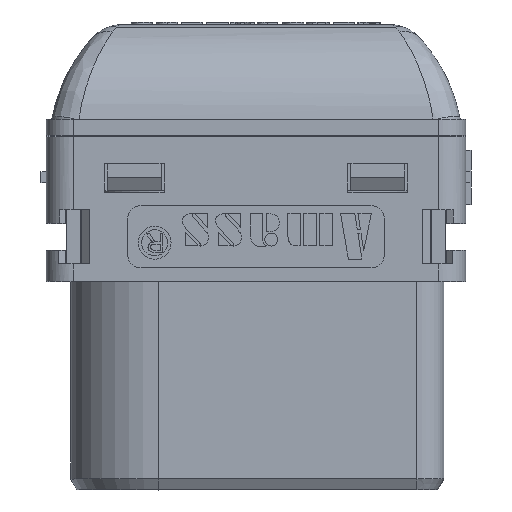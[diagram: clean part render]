
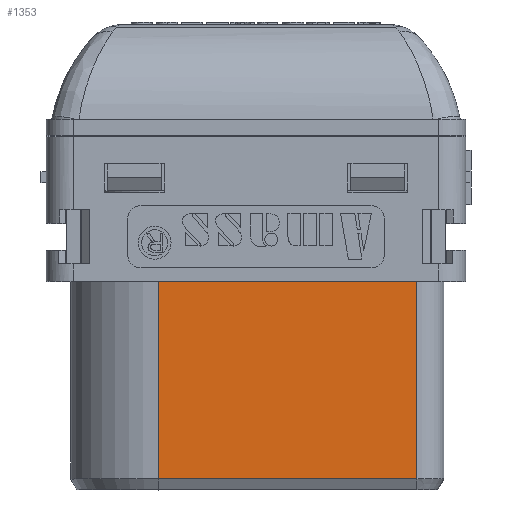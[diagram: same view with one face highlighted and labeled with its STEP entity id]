
A CAD part, top view. The second image highlights one B-rep face of the part: STEP entity #1353.
In plain terms, the highlighted face is planar.
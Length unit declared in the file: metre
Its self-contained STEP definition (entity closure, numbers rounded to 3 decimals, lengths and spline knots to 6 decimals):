
#1353 = ADVANCED_FACE( 'NONE', ( #2896 ), #2897, .T. );
#2896 = FACE_OUTER_BOUND( '', #5498, .T. );
#2897 = PLANE( '', #5499 );
#5498 = EDGE_LOOP( '', ( #10158, #10159, #10160, #10161 ) );
#5499 = AXIS2_PLACEMENT_3D( '', #10162, #10163, #10164 );
#10158 = ORIENTED_EDGE( '', *, *, #14127, .F. );
#10159 = ORIENTED_EDGE( '', *, *, #14163, .T. );
#10160 = ORIENTED_EDGE( '', *, *, #14164, .T. );
#10161 = ORIENTED_EDGE( '', *, *, #13317, .T. );
#10162 = CARTESIAN_POINT( '', ( 0.00695, 0.00325, 0.0079 ) );
#10163 = DIRECTION( '', ( 0., 1., 0. ) );
#10164 = DIRECTION( '', ( 1., 0., 0. ) );
#13317 = EDGE_CURVE( 'NONE', #15838, #15836, #15839, .T. );
#14127 = EDGE_CURVE( 'NONE', #17032, #15836, #17034, .T. );
#14163 = EDGE_CURVE( 'NONE', #17032, #17078, #17079, .T. );
#14164 = EDGE_CURVE( 'NONE', #17078, #15838, #17080, .T. );
#15836 = VERTEX_POINT( 'NONE', #19758 );
#15838 = VERTEX_POINT( 'NONE', #19760 );
#15839 = LINE( '', #19761, #19762 );
#17032 = VERTEX_POINT( 'NONE', #22442 );
#17034 = LINE( '', #22444, #22445 );
#17078 = VERTEX_POINT( 'NONE', #22520 );
#17079 = LINE( '', #22521, #22522 );
#17080 = LINE( '', #22523, #22524 );
#19758 = CARTESIAN_POINT( '', ( 0.00595, 0.00325, 0.0082 ) );
#19760 = CARTESIAN_POINT( '', ( 0.00595, 0.00325, 0.0155 ) );
#19761 = CARTESIAN_POINT( '', ( 0.00595, 0.00325, 0.0079 ) );
#19762 = VECTOR( '', #24446, 1. );
#22442 = CARTESIAN_POINT( '', ( -0.0036, 0.00325, 0.0082 ) );
#22444 = CARTESIAN_POINT( '', ( 0.00675, 0.00325, 0.0082 ) );
#22445 = VECTOR( '', #25193, 1. );
#22520 = CARTESIAN_POINT( '', ( -0.0036, 0.00325, 0.0155 ) );
#22521 = CARTESIAN_POINT( '', ( -0.0036, 0.00325, 0.0079 ) );
#22522 = VECTOR( '', #25220, 1. );
#22523 = CARTESIAN_POINT( '', ( 0.00695, 0.00325, 0.0155 ) );
#22524 = VECTOR( '', #25221, 1. );
#24446 = DIRECTION( '', ( 0., 0., -1. ) );
#25193 = DIRECTION( '', ( 1., 0., 0. ) );
#25220 = DIRECTION( '', ( 0., 0., 1. ) );
#25221 = DIRECTION( '', ( 1., 0., 0. ) );
